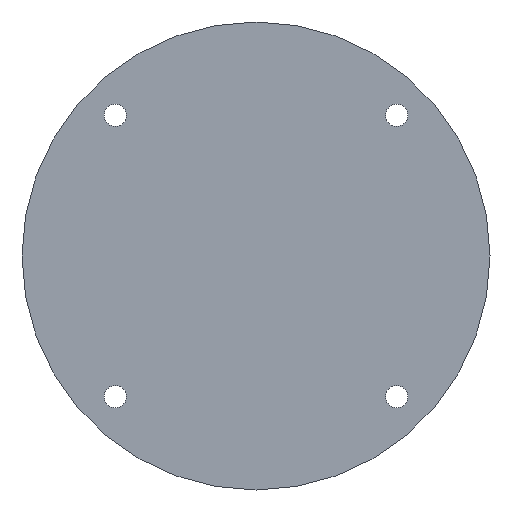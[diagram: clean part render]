
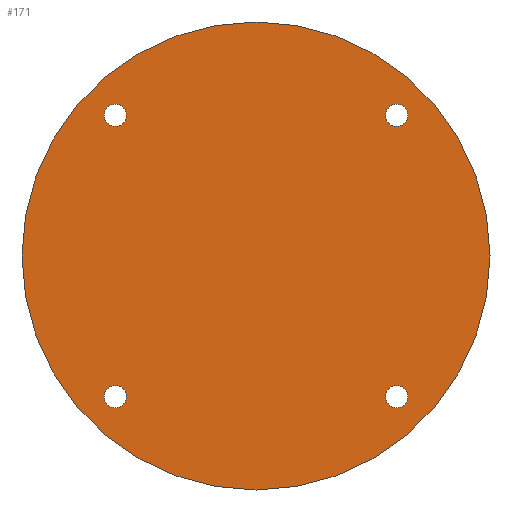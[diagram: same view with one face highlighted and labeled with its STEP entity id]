
A CAD part, left-side view. The second image highlights one B-rep face of the part: STEP entity #171.
In plain terms, the highlighted planar face has unit normal (-1, 0, 0).
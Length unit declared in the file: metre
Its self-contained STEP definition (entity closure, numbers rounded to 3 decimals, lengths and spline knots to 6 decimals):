
#13=PLANE('',#204);
#25=ORIENTED_EDGE('',*,*,#56,.T.);
#26=ORIENTED_EDGE('',*,*,#57,.T.);
#27=ORIENTED_EDGE('',*,*,#58,.T.);
#28=ORIENTED_EDGE('',*,*,#59,.T.);
#29=ORIENTED_EDGE('',*,*,#50,.F.);
#50=EDGE_CURVE('',#66,#66,#82,.T.);
#56=EDGE_CURVE('',#72,#72,#88,.T.);
#57=EDGE_CURVE('',#73,#73,#89,.T.);
#58=EDGE_CURVE('',#74,#74,#90,.T.);
#59=EDGE_CURVE('',#75,#75,#91,.T.);
#66=VERTEX_POINT('',#289);
#72=VERTEX_POINT('',#303);
#73=VERTEX_POINT('',#305);
#74=VERTEX_POINT('',#307);
#75=VERTEX_POINT('',#309);
#82=CIRCLE('',#197,0.04175);
#88=CIRCLE('',#205,0.002);
#89=CIRCLE('',#206,0.002);
#90=CIRCLE('',#207,0.002);
#91=CIRCLE('',#208,0.002);
#105=EDGE_LOOP('',(#25));
#106=EDGE_LOOP('',(#26));
#107=EDGE_LOOP('',(#27));
#108=EDGE_LOOP('',(#28));
#109=EDGE_LOOP('',(#29));
#137=FACE_BOUND('',#105,.T.);
#138=FACE_BOUND('',#106,.T.);
#139=FACE_BOUND('',#107,.T.);
#140=FACE_BOUND('',#108,.T.);
#141=FACE_BOUND('',#109,.T.);
#171=ADVANCED_FACE('',(#137,#138,#139,#140,#141),#13,.F.);
#197=AXIS2_PLACEMENT_3D('',#288,#230,#231);
#204=AXIS2_PLACEMENT_3D('',#301,#244,#245);
#205=AXIS2_PLACEMENT_3D('',#302,#246,#247);
#206=AXIS2_PLACEMENT_3D('',#304,#248,#249);
#207=AXIS2_PLACEMENT_3D('',#306,#250,#251);
#208=AXIS2_PLACEMENT_3D('',#308,#252,#253);
#230=DIRECTION('',(1.,0.,0.));
#231=DIRECTION('',(0.,0.,-1.));
#244=DIRECTION('',(1.,0.,0.));
#245=DIRECTION('',(0.,1.,0.));
#246=DIRECTION('',(1.,0.,0.));
#247=DIRECTION('',(0.,0.,-1.));
#248=DIRECTION('',(1.,0.,0.));
#249=DIRECTION('',(0.,0.,-1.));
#250=DIRECTION('',(1.,0.,0.));
#251=DIRECTION('',(0.,0.,-1.));
#252=DIRECTION('',(1.,0.,0.));
#253=DIRECTION('',(0.,0.,-1.));
#288=CARTESIAN_POINT('',(0.,0.04175,0.04175));
#289=CARTESIAN_POINT('',(0.,0.04175,0.));
#301=CARTESIAN_POINT('',(0.,0.04175,0.04175));
#302=CARTESIAN_POINT('',(0.,0.01665,0.06685));
#303=CARTESIAN_POINT('',(0.,0.01665,0.06485));
#304=CARTESIAN_POINT('',(0.,0.06685,0.06685));
#305=CARTESIAN_POINT('',(0.,0.06685,0.06485));
#306=CARTESIAN_POINT('',(0.,0.06685,0.01665));
#307=CARTESIAN_POINT('',(0.,0.06685,0.01465));
#308=CARTESIAN_POINT('',(0.,0.01665,0.01665));
#309=CARTESIAN_POINT('',(0.,0.01665,0.01465));
